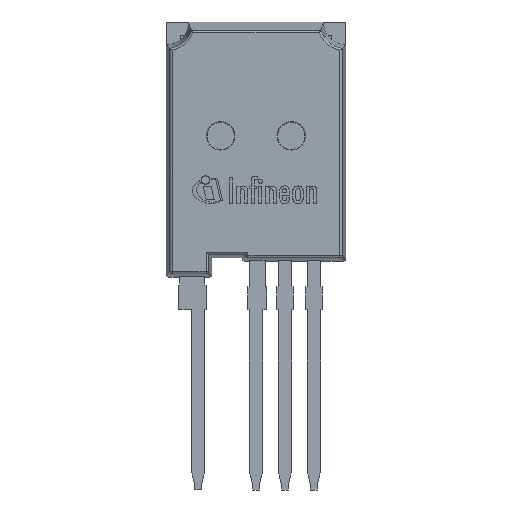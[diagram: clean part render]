
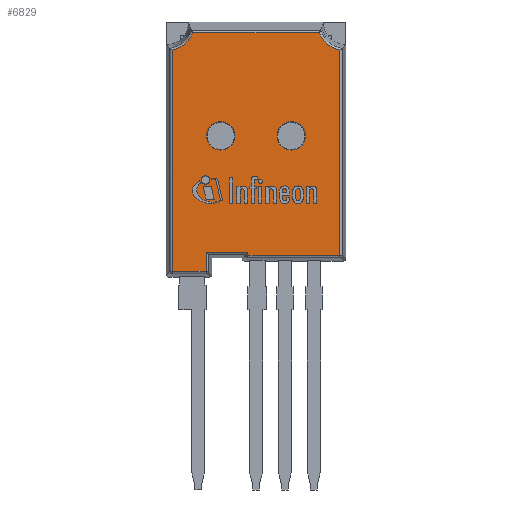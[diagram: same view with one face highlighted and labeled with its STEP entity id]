
A CAD part, left-side view. The second image highlights one B-rep face of the part: STEP entity #6829.
In plain terms, the highlighted planar face has unit normal (-1, 0, 0).
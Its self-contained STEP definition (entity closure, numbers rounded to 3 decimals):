
#91=FACE_BOUND('',#964,.T.);
#92=FACE_BOUND('',#965,.T.);
#573=FACE_OUTER_BOUND('',#963,.T.);
#963=EDGE_LOOP('',(#5942,#5943,#5944,#5945,#5946,#5947,#5948,#5949,#5950,
#5951));
#964=EDGE_LOOP('',(#5952));
#965=EDGE_LOOP('',(#5953));
#1606=LINE('',#11334,#2277);
#1617=LINE('',#11363,#2288);
#1619=LINE('',#11370,#2290);
#1620=LINE('',#11374,#2291);
#1621=LINE('',#11378,#2292);
#1622=LINE('',#11380,#2293);
#1623=LINE('',#11382,#2294);
#1624=LINE('',#11383,#2295);
#2277=VECTOR('',#9270,1.);
#2288=VECTOR('',#9301,1.);
#2290=VECTOR('',#9309,1.);
#2291=VECTOR('',#9312,1.);
#2292=VECTOR('',#9315,1.);
#2293=VECTOR('',#9316,1.);
#2294=VECTOR('',#9317,1.);
#2295=VECTOR('',#9318,1.);
#2625=CIRCLE('',#7479,2.547);
#2626=CIRCLE('',#7480,2.547);
#2627=CIRCLE('',#7481,1.25);
#2628=CIRCLE('',#7482,1.25);
#3212=VERTEX_POINT('',#11331);
#3213=VERTEX_POINT('',#11333);
#3221=VERTEX_POINT('',#11361);
#3223=VERTEX_POINT('',#11369);
#3224=VERTEX_POINT('',#11371);
#3225=VERTEX_POINT('',#11373);
#3226=VERTEX_POINT('',#11375);
#3227=VERTEX_POINT('',#11377);
#3228=VERTEX_POINT('',#11379);
#3229=VERTEX_POINT('',#11381);
#3230=VERTEX_POINT('',#11384);
#3231=VERTEX_POINT('',#11386);
#4123=EDGE_CURVE('',#3212,#3213,#1606,.T.);
#4138=EDGE_CURVE('',#3221,#3212,#1617,.T.);
#4141=EDGE_CURVE('',#3223,#3221,#1619,.T.);
#4142=EDGE_CURVE('',#3224,#3223,#2625,.T.);
#4143=EDGE_CURVE('',#3225,#3224,#1620,.T.);
#4144=EDGE_CURVE('',#3226,#3225,#2626,.T.);
#4145=EDGE_CURVE('',#3227,#3226,#1621,.T.);
#4146=EDGE_CURVE('',#3228,#3227,#1622,.T.);
#4147=EDGE_CURVE('',#3229,#3228,#1623,.T.);
#4148=EDGE_CURVE('',#3213,#3229,#1624,.T.);
#4149=EDGE_CURVE('',#3230,#3230,#2627,.T.);
#4150=EDGE_CURVE('',#3231,#3231,#2628,.T.);
#5942=ORIENTED_EDGE('',*,*,#4123,.F.);
#5943=ORIENTED_EDGE('',*,*,#4138,.F.);
#5944=ORIENTED_EDGE('',*,*,#4141,.F.);
#5945=ORIENTED_EDGE('',*,*,#4142,.F.);
#5946=ORIENTED_EDGE('',*,*,#4143,.F.);
#5947=ORIENTED_EDGE('',*,*,#4144,.F.);
#5948=ORIENTED_EDGE('',*,*,#4145,.F.);
#5949=ORIENTED_EDGE('',*,*,#4146,.F.);
#5950=ORIENTED_EDGE('',*,*,#4147,.F.);
#5951=ORIENTED_EDGE('',*,*,#4148,.F.);
#5952=ORIENTED_EDGE('',*,*,#4149,.F.);
#5953=ORIENTED_EDGE('',*,*,#4150,.F.);
#6491=PLANE('',#7478);
#6829=ADVANCED_FACE('',(#573,#91,#92),#6491,.T.);
#7478=AXIS2_PLACEMENT_3D('',#11368,#9307,#9308);
#7479=AXIS2_PLACEMENT_3D('',#11372,#9310,#9311);
#7480=AXIS2_PLACEMENT_3D('',#11376,#9313,#9314);
#7481=AXIS2_PLACEMENT_3D('',#11385,#9319,#9320);
#7482=AXIS2_PLACEMENT_3D('',#11387,#9321,#9322);
#9270=DIRECTION('',(0.,0.,1.));
#9301=DIRECTION('',(0.,1.,0.));
#9307=DIRECTION('center_axis',(-1.,0.,0.));
#9308=DIRECTION('ref_axis',(0.,0.,
1.));
#9309=DIRECTION('',(0.,0.,-1.));
#9310=DIRECTION('center_axis',(-1.,0.,0.));
#9311=DIRECTION('ref_axis',(0.,0.637,-0.771));
#9312=DIRECTION('',(0.,-1.,0.));
#9313=DIRECTION('center_axis',(-1.,0.,0.));
#9314=DIRECTION('ref_axis',(0.,-0.637,-0.771));
#9315=DIRECTION('',(0.,0.,1.));
#9316=DIRECTION('',(0.,1.,0.));
#9317=DIRECTION('',(0.,0.,-1.));
#9318=DIRECTION('',(0.,1.,0.));
#9319=DIRECTION('center_axis',(-1.,0.,0.));
#9320=DIRECTION('ref_axis',(0.,-1.,0.));
#9321=DIRECTION('center_axis',(-1.,0.,0.));
#9322=DIRECTION('ref_axis',(0.,-1.,0.));
#11331=CARTESIAN_POINT('',(-2.29,0.705,4.745));
#11333=CARTESIAN_POINT('',(-2.29,0.705,5.045));
#11334=CARTESIAN_POINT('',(-2.29,0.705,4.868));
#11361=CARTESIAN_POINT('',(-2.29,-7.355,4.745));
#11363=CARTESIAN_POINT('',(-2.29,2.54,4.745));
#11368=CARTESIAN_POINT('Origin',(-2.29,3.88,4.868));
#11369=CARTESIAN_POINT('',(-2.29,-7.355,22.762));
#11370=CARTESIAN_POINT('',(-2.29,-7.355,3.339));
#11371=CARTESIAN_POINT('',(-2.29,-5.54,24.293));
#11372=CARTESIAN_POINT('Origin',(-2.29,-7.9,25.25));
#11373=CARTESIAN_POINT('',(-2.29,5.54,24.293));
#11374=CARTESIAN_POINT('',(-2.29,3.88,24.293));
#11375=CARTESIAN_POINT('',(-2.29,7.355,22.762));
#11376=CARTESIAN_POINT('Origin',(-2.29,7.9,25.25));
#11377=CARTESIAN_POINT('',(-2.29,7.355,3.345));
#11378=CARTESIAN_POINT('',(-2.29,7.355,3.339));
#11379=CARTESIAN_POINT('',(-2.29,4.375,3.345));
#11380=CARTESIAN_POINT('',(-2.29,5.89,3.345));
#11381=CARTESIAN_POINT('',(-2.29,4.375,5.045));
#11382=CARTESIAN_POINT('',(-2.29,4.375,4.868));
#11383=CARTESIAN_POINT('',(-2.29,3.88,5.045));
#11384=CARTESIAN_POINT('',(-2.29,-1.85,15.25));
#11385=CARTESIAN_POINT('Origin',(-2.29,-3.1,15.25));
#11386=CARTESIAN_POINT('',(-2.29,4.35,15.25));
#11387=CARTESIAN_POINT('Origin',(-2.29,3.1,15.25));
